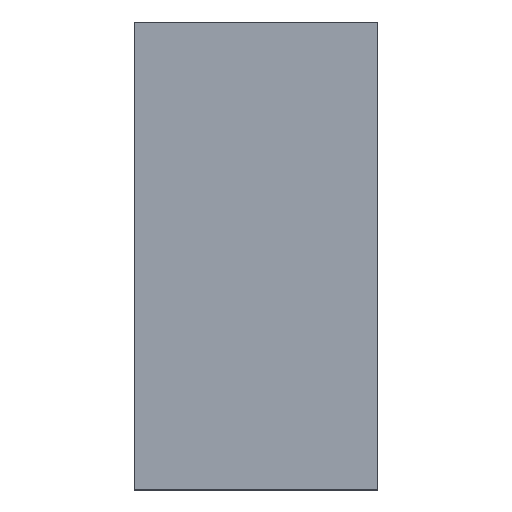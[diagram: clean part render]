
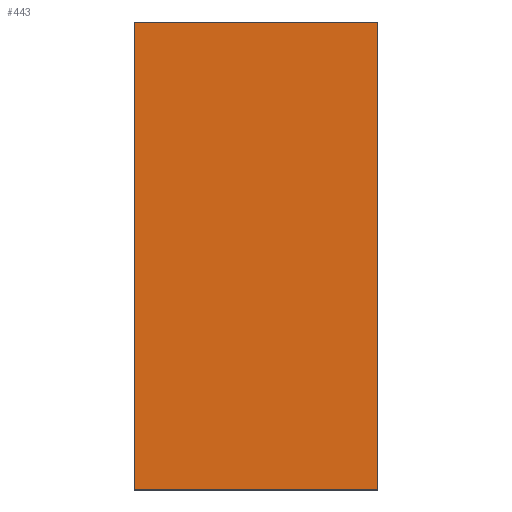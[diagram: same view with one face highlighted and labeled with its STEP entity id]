
A CAD part, top view. The second image highlights one B-rep face of the part: STEP entity #443.
In plain terms, the highlighted planar face has unit normal (0, 0, 1).
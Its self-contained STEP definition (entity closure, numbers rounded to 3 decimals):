
#4 = DIRECTION ( 'NONE',  ( 0., 0., -1. ) ) ;
#27 = LINE ( 'NONE', #341, #379 ) ;
#33 = DIRECTION ( 'NONE',  ( -1., 0., 0. ) ) ;
#39 = DIRECTION ( 'NONE',  ( 0., 1., 0. ) ) ;
#42 = CARTESIAN_POINT ( 'NONE',  ( 5., 0., 2.4 ) ) ;
#113 = CARTESIAN_POINT ( 'NONE',  ( -4.9, 0., 2.4 ) ) ;
#124 = VERTEX_POINT ( 'NONE', #252 ) ;
#149 = CARTESIAN_POINT ( 'NONE',  ( -4.9, -9.4, 2.4 ) ) ;
#158 = VECTOR ( 'NONE', #166, 1000. ) ;
#166 = DIRECTION ( 'NONE',  ( 0., -1., 0. ) ) ;
#178 = CARTESIAN_POINT ( 'NONE',  ( 4.9, -9.4, 2.4 ) ) ;
#198 = LINE ( 'NONE', #360, #158 ) ;
#222 = AXIS2_PLACEMENT_3D ( 'NONE', #42, #4, #39 ) ;
#228 = EDGE_CURVE ( 'NONE', #124, #330, #275, .T. ) ;
#231 = ORIENTED_EDGE ( 'NONE', *, *, #457, .F. ) ;
#252 = CARTESIAN_POINT ( 'NONE',  ( -4.9, 9.4, 2.4 ) ) ;
#273 = DIRECTION ( 'NONE',  ( 0., -1., 0. ) ) ;
#275 = LINE ( 'NONE', #113, #403 ) ;
#279 = PLANE ( 'NONE',  #222 ) ;
#283 = VERTEX_POINT ( 'NONE', #467 ) ;
#306 = EDGE_CURVE ( 'NONE', #515, #330, #389, .T. ) ;
#322 = EDGE_CURVE ( 'NONE', #283, #124, #27, .T. ) ;
#330 = VERTEX_POINT ( 'NONE', #149 ) ;
#332 = ORIENTED_EDGE ( 'NONE', *, *, #228, .T. ) ;
#341 = CARTESIAN_POINT ( 'NONE',  ( 5., 9.4, 2.4 ) ) ;
#348 = VECTOR ( 'NONE', #33, 1000. ) ;
#360 = CARTESIAN_POINT ( 'NONE',  ( 4.9, 0., 2.4 ) ) ;
#379 = VECTOR ( 'NONE', #497, 1000. ) ;
#389 = LINE ( 'NONE', #430, #348 ) ;
#397 = ORIENTED_EDGE ( 'NONE', *, *, #306, .F. ) ;
#403 = VECTOR ( 'NONE', #273, 1000. ) ;
#430 = CARTESIAN_POINT ( 'NONE',  ( 5., -9.4, 2.4 ) ) ;
#440 = EDGE_LOOP ( 'NONE', ( #332, #397, #231, #500 ) ) ;
#443 = ADVANCED_FACE ( 'NONE', ( #444 ), #279, .F. ) ;
#444 = FACE_OUTER_BOUND ( 'NONE', #440, .T. ) ;
#457 = EDGE_CURVE ( 'NONE', #283, #515, #198, .T. ) ;
#467 = CARTESIAN_POINT ( 'NONE',  ( 4.9, 9.4, 2.4 ) ) ;
#497 = DIRECTION ( 'NONE',  ( -1., 0., 0. ) ) ;
#500 = ORIENTED_EDGE ( 'NONE', *, *, #322, .T. ) ;
#515 = VERTEX_POINT ( 'NONE', #178 ) ;
